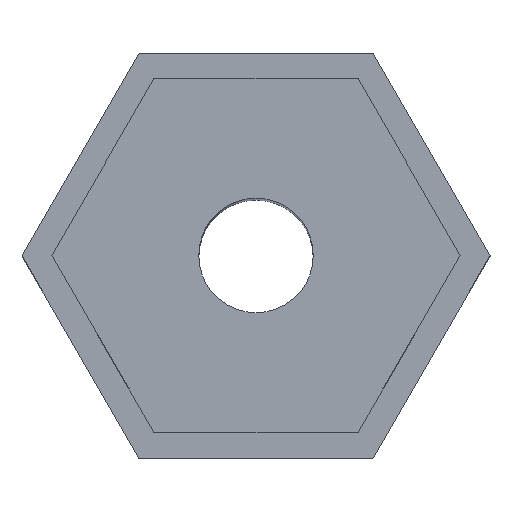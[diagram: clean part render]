
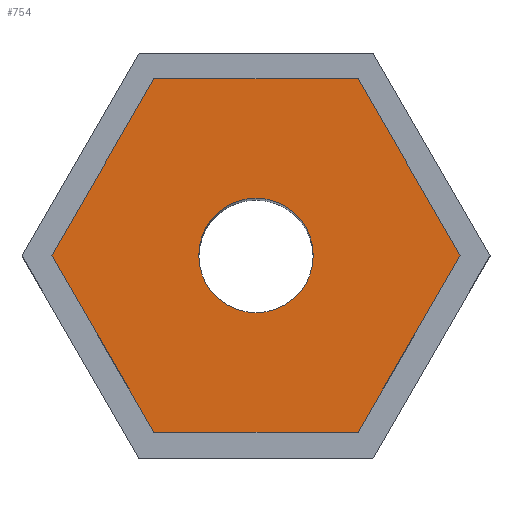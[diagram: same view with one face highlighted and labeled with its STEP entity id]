
A CAD part, top view. The second image highlights one B-rep face of the part: STEP entity #754.
In plain terms, the highlighted planar face has unit normal (0, 0, 1).
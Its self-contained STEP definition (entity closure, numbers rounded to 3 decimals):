
#324=CARTESIAN_POINT('',(-6.5,0.,131.44));
#325=VERTEX_POINT('',#324);
#341=CARTESIAN_POINT('',(6.5,0.,131.44));
#342=VERTEX_POINT('',#341);
#349=CARTESIAN_POINT('',(0.,0.,131.44));
#350=DIRECTION('',(0.0,0.0,-1.0));
#351=DIRECTION('',(-1.0,0.0,0.0));
#352=AXIS2_PLACEMENT_3D('',#349,#350,#351);
#353=CIRCLE('',#352,6.5);
#354=EDGE_CURVE('',#325,#342,#353,.T.);
#365=CARTESIAN_POINT('',(0.,0.,131.44));
#366=DIRECTION('',(0.0,0.0,-1.0));
#367=DIRECTION('',(-1.0,0.0,0.0));
#368=AXIS2_PLACEMENT_3D('',#365,#366,#367);
#369=CIRCLE('',#368,6.5);
#370=EDGE_CURVE('',#342,#325,#369,.T.);
#538=CARTESIAN_POINT('',(-11.584,20.064,131.44));
#539=VERTEX_POINT('',#538);
#540=CARTESIAN_POINT('',(11.584,20.064,131.44));
#541=VERTEX_POINT('',#540);
#542=CARTESIAN_POINT('',(-11.584,20.064,131.44));
#543=DIRECTION('',(1.0,0.0,0.0));
#544=VECTOR('',#543,23.168);
#545=LINE('',#542,#544);
#546=EDGE_CURVE('',#539,#541,#545,.T.);
#578=CARTESIAN_POINT('',(23.168,0.,131.44));
#579=VERTEX_POINT('',#578);
#580=CARTESIAN_POINT('',(11.584,20.064,131.44));
#581=DIRECTION('',(0.5,-0.866,0.0));
#582=VECTOR('',#581,23.168);
#583=LINE('',#580,#582);
#584=EDGE_CURVE('',#541,#579,#583,.T.);
#609=CARTESIAN_POINT('',(11.584,-20.064,131.44));
#610=VERTEX_POINT('',#609);
#611=CARTESIAN_POINT('',(23.168,0.,131.44));
#612=DIRECTION('',(-0.5,-0.866,0.0));
#613=VECTOR('',#612,23.168);
#614=LINE('',#611,#613);
#615=EDGE_CURVE('',#579,#610,#614,.T.);
#640=CARTESIAN_POINT('',(-11.584,-20.064,131.44));
#641=VERTEX_POINT('',#640);
#642=CARTESIAN_POINT('',(11.584,-20.064,131.44));
#643=DIRECTION('',(-1.0,0.0,0.0));
#644=VECTOR('',#643,23.168);
#645=LINE('',#642,#644);
#646=EDGE_CURVE('',#610,#641,#645,.T.);
#671=CARTESIAN_POINT('',(-23.168,0.,131.44));
#672=VERTEX_POINT('',#671);
#673=CARTESIAN_POINT('',(-11.584,-20.064,131.44));
#674=DIRECTION('',(-0.5,0.866,0.0));
#675=VECTOR('',#674,23.168);
#676=LINE('',#673,#675);
#677=EDGE_CURVE('',#641,#672,#676,.T.);
#702=CARTESIAN_POINT('',(-23.168,0.,131.44));
#703=DIRECTION('',(0.5,0.866,0.0));
#704=VECTOR('',#703,23.168);
#705=LINE('',#702,#704);
#706=EDGE_CURVE('',#672,#539,#705,.T.);
#737=CARTESIAN_POINT('',(-11.584,20.064,131.44));
#738=DIRECTION('',(0.0,0.0,-1.0));
#739=DIRECTION('',(-1.0,0.0,0.0));
#740=AXIS2_PLACEMENT_3D('',#737,#738,#739);
#741=PLANE('',#740);
#742=ORIENTED_EDGE('',*,*,#546,.F.);
#743=ORIENTED_EDGE('',*,*,#706,.F.);
#744=ORIENTED_EDGE('',*,*,#677,.F.);
#745=ORIENTED_EDGE('',*,*,#646,.F.);
#746=ORIENTED_EDGE('',*,*,#615,.F.);
#747=ORIENTED_EDGE('',*,*,#584,.F.);
#748=EDGE_LOOP('',(#742,#743,#744,#745,#746,#747));
#749=FACE_OUTER_BOUND('',#748,.T.);
#750=ORIENTED_EDGE('',*,*,#354,.T.);
#751=ORIENTED_EDGE('',*,*,#370,.T.);
#752=EDGE_LOOP('',(#750,#751));
#753=FACE_BOUND('',#752,.T.);
#754=ADVANCED_FACE('',(#749,#753),#741,.F.);
